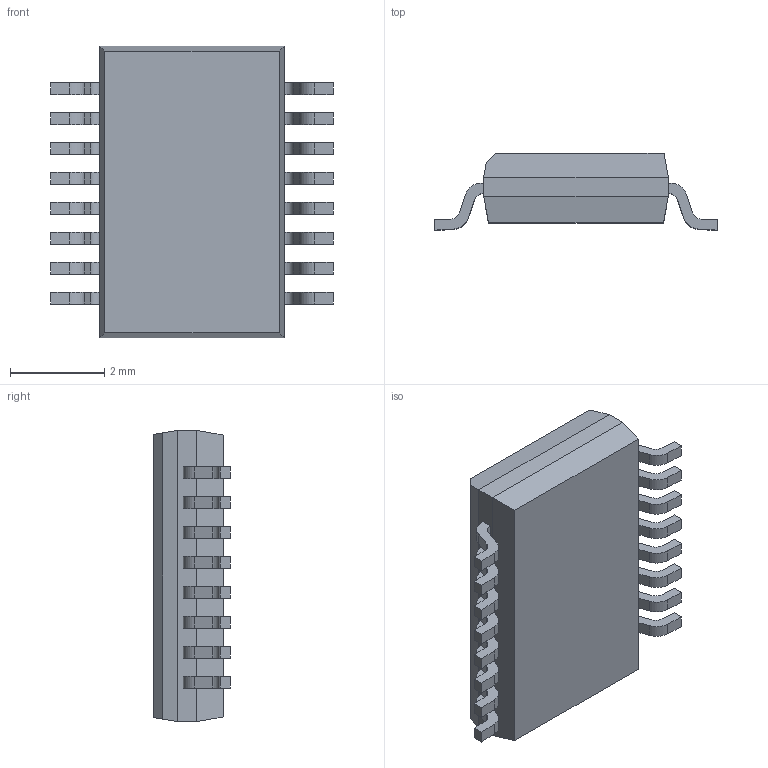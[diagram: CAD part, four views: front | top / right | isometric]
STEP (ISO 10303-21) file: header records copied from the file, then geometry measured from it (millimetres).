
FILE_DESCRIPTION (( 'STEP AP214' ), '1' );
FILE_NAME ('SSOP16L-150-0.64.STEP', '2019-08-05T01:27:55', ( 'thomas' ), ( '' ), 'SwSTEP 2.0', 'SolidWorks 2017', '' );
FILE_SCHEMA (( 'AUTOMOTIVE_DESIGN' ));
Length unit declared in the file: millimetre
Products named in the file (1): SSOP16L-150-0.64
Bounding box: 5.99 x 1.63 x 6.18 mm (x, y, z)
Volume: 35.8 mm3; surface area: 96.5 mm2
Topology: 1 solids, 1 shells, 226 faces, 613 edges, 406 vertices
Faces by surface type: plane 160, cylinder 64, cone 2
Entity records: 9407 total; most frequent: CARTESIAN_POINT 1246, ORIENTED_EDGE 1226, DIRECTION 1199, EDGE_CURVE 613, VECTOR 481, LINE 481, VERTEX_POINT 406, AXIS2_PLACEMENT_3D 359
